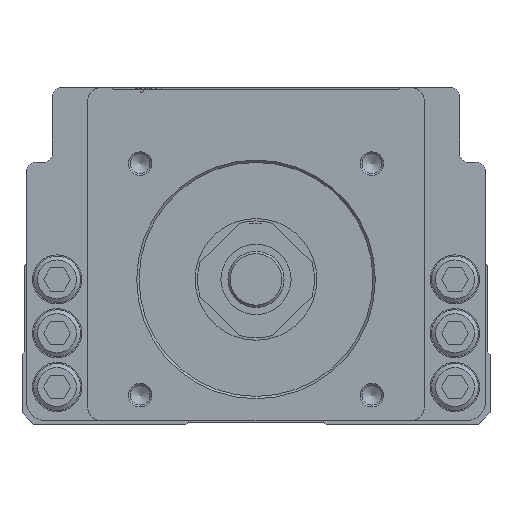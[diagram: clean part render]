
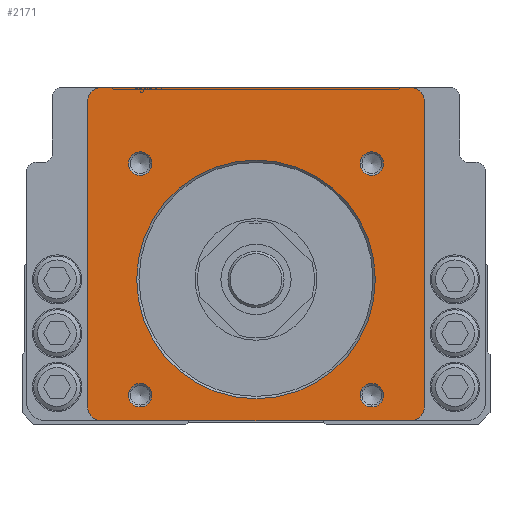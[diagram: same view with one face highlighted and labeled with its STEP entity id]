
A CAD part, front view. The second image highlights one B-rep face of the part: STEP entity #2171.
In plain terms, the highlighted planar face has unit normal (0, -1, 0).
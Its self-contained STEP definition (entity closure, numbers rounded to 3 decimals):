
#703=FACE_BOUND('',#6082,.T.);
#704=FACE_BOUND('',#6083,.T.);
#705=FACE_BOUND('',#6084,.T.);
#706=FACE_BOUND('',#6085,.T.);
#707=FACE_BOUND('',#6086,.T.);
#708=FACE_BOUND('',#6087,.T.);
#2171=ADVANCED_FACE('',(#703,#704,#705,#706,#707,#708),#3531,.T.);
#3531=PLANE('',#27236);
#6082=EDGE_LOOP('',(#10275));
#6083=EDGE_LOOP('',(#10276));
#6084=EDGE_LOOP('',(#10277));
#6085=EDGE_LOOP('',(#10278));
#6086=EDGE_LOOP('',(#10279));
#6087=EDGE_LOOP('',(#10280,#10281,#10282,#10283,#10284,#10285,#10286,#10287));
#7527=CIRCLE('',#26739,25.5);
#7635=CIRCLE('',#27149,3.);
#7637=CIRCLE('',#27152,3.);
#7665=CIRCLE('',#27209,2.5);
#7668=CIRCLE('',#27215,2.5);
#7671=CIRCLE('',#27221,2.5);
#7674=CIRCLE('',#27227,2.5);
#7677=CIRCLE('',#27234,3.);
#7678=CIRCLE('',#27235,3.);
#10275=ORIENTED_EDGE('',*,*,#17992,.T.);
#10276=ORIENTED_EDGE('',*,*,#18822,.T.);
#10277=ORIENTED_EDGE('',*,*,#18825,.T.);
#10278=ORIENTED_EDGE('',*,*,#18828,.T.);
#10279=ORIENTED_EDGE('',*,*,#18831,.T.);
#10280=ORIENTED_EDGE('',*,*,#18834,.T.);
#10281=ORIENTED_EDGE('',*,*,#18732,.T.);
#10282=ORIENTED_EDGE('',*,*,#18835,.T.);
#10283=ORIENTED_EDGE('',*,*,#18836,.T.);
#10284=ORIENTED_EDGE('',*,*,#18837,.T.);
#10285=ORIENTED_EDGE('',*,*,#18838,.T.);
#10286=ORIENTED_EDGE('',*,*,#18839,.T.);
#10287=ORIENTED_EDGE('',*,*,#18728,.T.);
#15485=VERTEX_POINT('',#37108);
#15998=VERTEX_POINT('',#39240);
#15999=VERTEX_POINT('',#39242);
#16002=VERTEX_POINT('',#39249);
#16003=VERTEX_POINT('',#39251);
#16075=VERTEX_POINT('',#39503);
#16079=VERTEX_POINT('',#39513);
#16083=VERTEX_POINT('',#39523);
#16087=VERTEX_POINT('',#39533);
#16091=VERTEX_POINT('',#39545);
#16092=VERTEX_POINT('',#39547);
#16093=VERTEX_POINT('',#39549);
#16094=VERTEX_POINT('',#39551);
#17992=EDGE_CURVE('',#15485,#15485,#7527,.T.);
#18728=EDGE_CURVE('',#15999,#15998,#7635,.T.);
#18732=EDGE_CURVE('',#16003,#16002,#7637,.T.);
#18822=EDGE_CURVE('',#16075,#16075,#7665,.T.);
#18825=EDGE_CURVE('',#16079,#16079,#7668,.T.);
#18828=EDGE_CURVE('',#16083,#16083,#7671,.T.);
#18831=EDGE_CURVE('',#16087,#16087,#7674,.T.);
#18834=EDGE_CURVE('',#15998,#16003,#22004,.T.);
#18835=EDGE_CURVE('',#16002,#16091,#22005,.T.);
#18836=EDGE_CURVE('',#16091,#16092,#7677,.T.);
#18837=EDGE_CURVE('',#16092,#16093,#22006,.T.);
#18838=EDGE_CURVE('',#16093,#16094,#7678,.T.);
#18839=EDGE_CURVE('',#16094,#15999,#22007,.T.);
#22004=LINE('',#39543,#24653);
#22005=LINE('',#39544,#24654);
#22006=LINE('',#39548,#24655);
#22007=LINE('',#39552,#24656);
#24653=VECTOR('',#31069,1.);
#24654=VECTOR('',#31070,1.);
#24655=VECTOR('',#31073,1.);
#24656=VECTOR('',#31076,1.);
#26739=AXIS2_PLACEMENT_3D('',#37107,#29422,#29423);
#27149=AXIS2_PLACEMENT_3D('',#39241,#30846,#30847);
#27152=AXIS2_PLACEMENT_3D('',#39250,#30854,#30855);
#27209=AXIS2_PLACEMENT_3D('',#39502,#31019,#31020);
#27215=AXIS2_PLACEMENT_3D('',#39512,#31031,#31032);
#27221=AXIS2_PLACEMENT_3D('',#39522,#31043,#31044);
#27227=AXIS2_PLACEMENT_3D('',#39532,#31055,#31056);
#27234=AXIS2_PLACEMENT_3D('',#39546,#31071,#31072);
#27235=AXIS2_PLACEMENT_3D('',#39550,#31074,#31075);
#27236=AXIS2_PLACEMENT_3D('',#39553,#31077,#31078);
#29422=DIRECTION('',(0.,1.,0.));
#29423=DIRECTION('',(0.,0.,-1.));
#30846=DIRECTION('',(0.,-1.,0.));
#30847=DIRECTION('',(0.,0.,-1.));
#30854=DIRECTION('',(0.,-1.,0.));
#30855=DIRECTION('',(0.,0.,-1.));
#31019=DIRECTION('',(0.,1.,0.));
#31020=DIRECTION('',(0.,0.,-1.));
#31031=DIRECTION('',(0.,1.,0.));
#31032=DIRECTION('',(0.,0.,-1.));
#31043=DIRECTION('',(0.,1.,0.));
#31044=DIRECTION('',(0.,0.,-1.));
#31055=DIRECTION('',(0.,1.,0.));
#31056=DIRECTION('',(0.,0.,-1.));
#31069=DIRECTION('',(1.,0.,0.));
#31070=DIRECTION('',(0.,0.,1.));
#31071=DIRECTION('',(0.,-1.,0.));
#31072=DIRECTION('',(0.,0.,-1.));
#31073=DIRECTION('',(-1.,0.,0.));
#31074=DIRECTION('',(0.,-1.,0.));
#31075=DIRECTION('',(0.,0.,-1.));
#31076=DIRECTION('',(0.,0.,-1.));
#31077=DIRECTION('',(0.,-1.,0.));
#31078=DIRECTION('',(0.,0.,1.));
#37107=CARTESIAN_POINT('',(0.,-299.9,-24.));
#37108=CARTESIAN_POINT('',(0.,-299.9,-49.5));
#39240=CARTESIAN_POINT('',(-33.,-299.9,-54.2));
#39241=CARTESIAN_POINT('',(-33.,-299.9,-51.2));
#39242=CARTESIAN_POINT('',(-36.,-299.9,-51.2));
#39249=CARTESIAN_POINT('',(36.,-299.9,-51.2));
#39250=CARTESIAN_POINT('',(33.,-299.9,-51.2));
#39251=CARTESIAN_POINT('',(33.,-299.9,-54.2));
#39502=CARTESIAN_POINT('',(-24.749,-299.9,-48.749));
#39503=CARTESIAN_POINT('',(-24.749,-299.9,-51.249));
#39512=CARTESIAN_POINT('',(-24.749,-299.9,0.749));
#39513=CARTESIAN_POINT('',(-24.749,-299.9,-1.751));
#39522=CARTESIAN_POINT('',(24.749,-299.9,0.749));
#39523=CARTESIAN_POINT('',(24.749,-299.9,-1.751));
#39532=CARTESIAN_POINT('',(24.749,-299.9,-48.749));
#39533=CARTESIAN_POINT('',(24.749,-299.9,-51.249));
#39543=CARTESIAN_POINT('',(-49.,-299.9,-54.2));
#39544=CARTESIAN_POINT('',(36.,-299.9,-54.5));
#39545=CARTESIAN_POINT('',(36.,-299.9,14.));
#39546=CARTESIAN_POINT('',(33.,-299.9,14.));
#39547=CARTESIAN_POINT('',(33.,-299.9,17.));
#39548=CARTESIAN_POINT('',(33.,-299.9,17.));
#39549=CARTESIAN_POINT('',(-33.,-299.9,17.));
#39550=CARTESIAN_POINT('',(-33.,-299.9,14.));
#39551=CARTESIAN_POINT('',(-36.,-299.9,14.));
#39552=CARTESIAN_POINT('',(-36.,-299.9,12.));
#39553=CARTESIAN_POINT('',(-33.,-299.9,12.));
